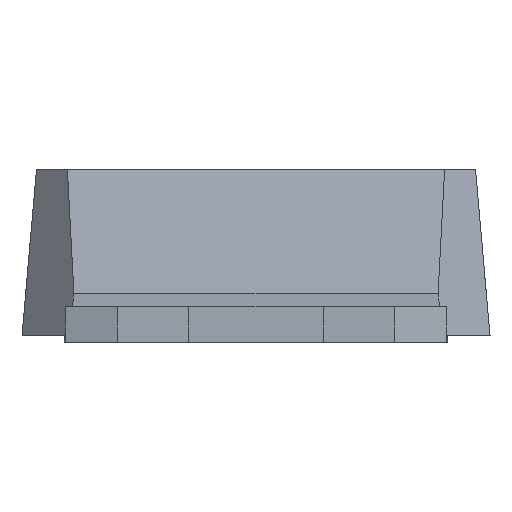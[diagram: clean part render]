
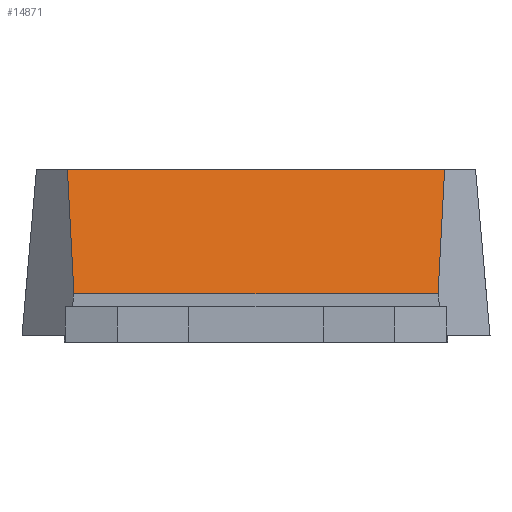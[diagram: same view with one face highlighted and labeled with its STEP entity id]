
A CAD part, left-side view. The second image highlights one B-rep face of the part: STEP entity #14871.
In plain terms, the highlighted planar face has unit normal (-0.985, 0, 0.174).
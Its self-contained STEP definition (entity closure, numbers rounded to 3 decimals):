
#473 = FACE_OUTER_BOUND ( 'NONE', #4652, .T. ) ;
#614 = EDGE_CURVE ( 'NONE', #5880, #11279, #12693, .T. ) ;
#979 = CARTESIAN_POINT ( 'NONE',  ( -2.746, -3.25, 2.4 ) ) ;
#1274 = EDGE_CURVE ( 'NONE', #10834, #7502, #13327, .T. ) ;
#1398 = EDGE_CURVE ( 'NONE', #11279, #10834, #9218, .T. ) ;
#3658 = ORIENTED_EDGE ( 'NONE', *, *, #8130, .F. ) ;
#4533 = ORIENTED_EDGE ( 'NONE', *, *, #1274, .T. ) ;
#4652 = EDGE_LOOP ( 'NONE', ( #4533, #3658, #8086, #14537 ) ) ;
#4900 = CARTESIAN_POINT ( 'NONE',  ( -3.05, -3.25, 0.675 ) ) ;
#5354 = VECTOR ( 'NONE', #10390, 1000. ) ;
#5702 = DIRECTION ( 'NONE',  ( -0.173, -0.052, -0.983 ) ) ;
#5813 = CARTESIAN_POINT ( 'NONE',  ( -2.746, 2.62, 2.4 ) ) ;
#5871 = VECTOR ( 'NONE', #8151, 1000. ) ;
#5880 = VERTEX_POINT ( 'NONE', #10168 ) ;
#6884 = CARTESIAN_POINT ( 'NONE',  ( -3.147, 2.5, 0.122 ) ) ;
#7502 = VERTEX_POINT ( 'NONE', #9241 ) ;
#7920 = LINE ( 'NONE', #13838, #5871 ) ;
#8086 = ORIENTED_EDGE ( 'NONE', *, *, #614, .T. ) ;
#8130 = EDGE_CURVE ( 'NONE', #5880, #7502, #7920, .T. ) ;
#8151 = DIRECTION ( 'NONE',  ( 0., 1., 0. ) ) ;
#8399 = DIRECTION ( 'NONE',  ( 0.173, -0.052, 0.983 ) ) ;
#8759 = VECTOR ( 'NONE', #8399, 1000. ) ;
#9218 = LINE ( 'NONE', #979, #5354 ) ;
#9241 = CARTESIAN_POINT ( 'NONE',  ( -3.05, 2.529, 0.675 ) ) ;
#9572 = DIRECTION ( 'NONE',  ( -0.174, 0., -0.985 ) ) ;
#10142 = CARTESIAN_POINT ( 'NONE',  ( -2.746, -2.62, 2.4 ) ) ;
#10168 = CARTESIAN_POINT ( 'NONE',  ( -3.05, -2.529, 0.675 ) ) ;
#10390 = DIRECTION ( 'NONE',  ( 0., 1., 0. ) ) ;
#10488 = CARTESIAN_POINT ( 'NONE',  ( -3.122, -2.507, 0.266 ) ) ;
#10834 = VERTEX_POINT ( 'NONE', #5813 ) ;
#11279 = VERTEX_POINT ( 'NONE', #10142 ) ;
#12029 = PLANE ( 'NONE',  #14514 ) ;
#12693 = LINE ( 'NONE', #10488, #8759 ) ;
#13327 = LINE ( 'NONE', #6884, #14918 ) ;
#13838 = CARTESIAN_POINT ( 'NONE',  ( -3.05, -3.25, 0.675 ) ) ;
#14393 = DIRECTION ( 'NONE',  ( 0.985, 0., -0.174 ) ) ;
#14514 = AXIS2_PLACEMENT_3D ( 'NONE', #4900, #14393, #9572 ) ;
#14537 = ORIENTED_EDGE ( 'NONE', *, *, #1398, .T. ) ;
#14871 = ADVANCED_FACE ( 'NONE', ( #473 ), #12029, .F. ) ;
#14918 = VECTOR ( 'NONE', #5702, 1000. ) ;
